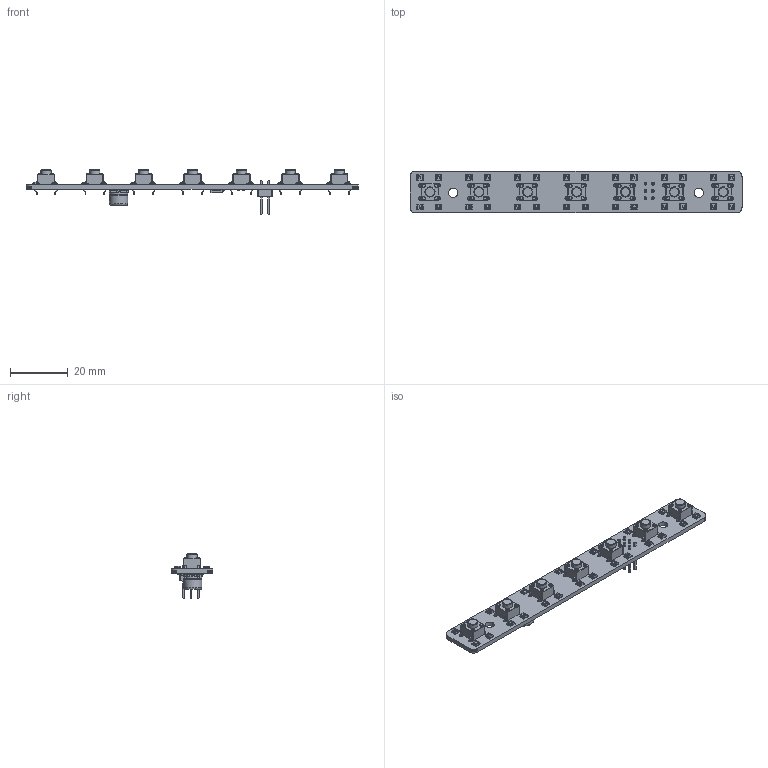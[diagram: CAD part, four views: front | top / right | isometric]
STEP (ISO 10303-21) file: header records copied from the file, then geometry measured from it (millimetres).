
FILE_DESCRIPTION(('KiCad electronic assembly'),'2;1');
FILE_NAME('PCB, UFC_Function Select.step','2023-07-09T09:10:47',( 'Pcbnew'),('Kicad'),'Open CASCADE STEP processor 7.6', 'KiCad to STEP converter','Unknown');
FILE_SCHEMA(('AUTOMOTIVE_DESIGN { 1 0 10303 214 1 1 1 1 }'));
Length unit declared in the file: millimetre
Products named in the file (16): PCB, UFC_Function Select 1; WS2812-2020; COMPOUND; B3F-1026; PinHeader_2x03_P2.54mm_Vertical; SOLID; VQFN-24-1EP_4x4mm_P0.5mm_EP2.45x2.45mm; CP_Elec_6.3x5.4; R_0603_1608Metric; C_0603_1608Metric; PCB
Assembly tree (50 placements, depth 3):
  PCB, UFC_Function Select 1
    WS2812-2020  x28
      COMPOUND
    B3F-1026  x7
      COMPOUND
    PinHeader_2x03_P2.54mm_Vertical
      SOLID
    VQFN-24-1EP_4x4mm_P0.5mm_EP2.45x2.45mm
      SOLID
    CP_Elec_6.3x5.4
      SOLID
    R_0603_1608Metric  x3
      SOLID
    C_0603_1608Metric
      SOLID
    PCB
Bounding box: 115 x 14.5 x 15.42 mm (x, y, z)
Volume: 3841.3 mm3; surface area: 7244.1 mm2
Topology: 190 solids, 190 shells, 3531 faces, 8953 edges, 5938 vertices
Faces by surface type: plane 2727, bspline 394, cylinder 342, torus 39, cone 28, revolution 1
Full cylindrical faces by diameter (mm): 0.4 x1, 0.412 x7, 0.508 x7, 1 x6, 1.1 x28, 1.2 x28, 3.2 x2, 3.5 x21, 6.3 x2
Entity records: 50565 total; most frequent: CARTESIAN_POINT 10034, DIRECTION 6814, LINE 4897, VECTOR 4897, ORIENTED_EDGE 3684, PCURVE 3684, DEFINITIONAL_REPRESENTATION 3684, EDGE_CURVE 1842
